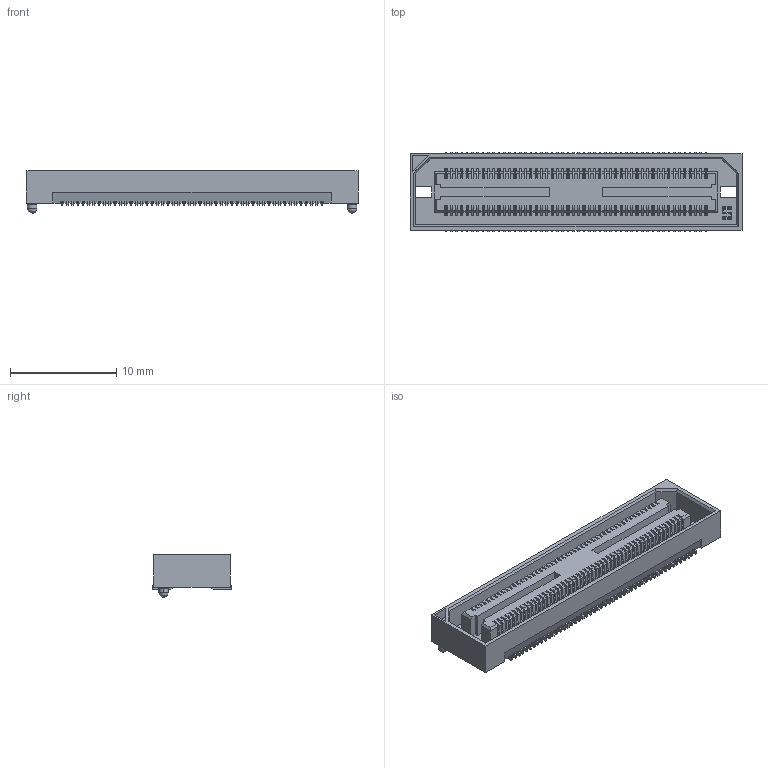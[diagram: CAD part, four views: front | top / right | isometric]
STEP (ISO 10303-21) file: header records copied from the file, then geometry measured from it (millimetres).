
FILE_DESCRIPTION(('FreeCAD Model'),'2;1');
FILE_NAME('CONN2412.stp','2016-07-19T08:13:49' ,('FreeCAD'),('FreeCAD'),'Open CASCADE STEP processor 6.3','FreeCAD', 'Unknown');
FILE_SCHEMA(('AUTOMOTIVE_DESIGN_CC2 { 1 2 10303 214 -1 1 5 4 }'));
Length unit declared in the file: millimetre
Products named in the file (101): =>[0:1:1:3]002; =>[0:1:1:3]004; =>[0:1:1:3]005; =>[0:1:1:3]007; =>[0:1:1:3]008; =>[0:1:1:3]020; =>[0:1:1:2]022; =>[0:1:1:3]006; =>[0:1:1:2]003; =>[0:1:1:3]022; =>[0:1:1:3]003; =>[0:1:1:2]002; =>[0:1:1:2]023; =>[0:1:1:3]021; =>[0:1:1:2]020; =>[0:1:1:3]; =>[0:1:1:3]001; =>[0:1:1:2]041; =>[0:1:1:2]042; =>[0:1:1:2]043; =>[0:1:1:3]043; =>[0:1:1:3]044; =>[0:1:1:2]044; =>[0:1:1:2]045; =>[0:1:1:2]046; =>[0:1:1:2]031; =>[0:1:1:2]032; =>[0:1:1:2]033; =>[0:1:1:3]031; =>[0:1:1:3]032; =>[0:1:1:3]033; =>[0:1:1:4]; =>[0:1:1:3]045; =>[0:1:1:3]046; =>[0:1:1:2]047; =>[0:1:1:2]048; =>[0:1:1:2]049; =>[0:1:1:3]047; =>[0:1:1:3]048; =>[0:1:1:2]024 ...
Bounding box: 31.27 x 7.49 x 4 mm (x, y, z)
Volume: 398.4 mm3; surface area: 2473.4 mm2
Topology: 101 solids, 101 shells, 5645 faces, 16409 edges, 10868 vertices
Faces by surface type: plane 4235, cylinder 1004, bspline 400, torus 4, sphere 2
Entity records: 415121 total; most frequent: CARTESIAN_POINT 100745, DIRECTION 53787, LINE 38145, VECTOR 38145, ORIENTED_EDGE 32814, PCURVE 32814, DEFINITIONAL_REPRESENTATION 32814, EDGE_CURVE 16407
